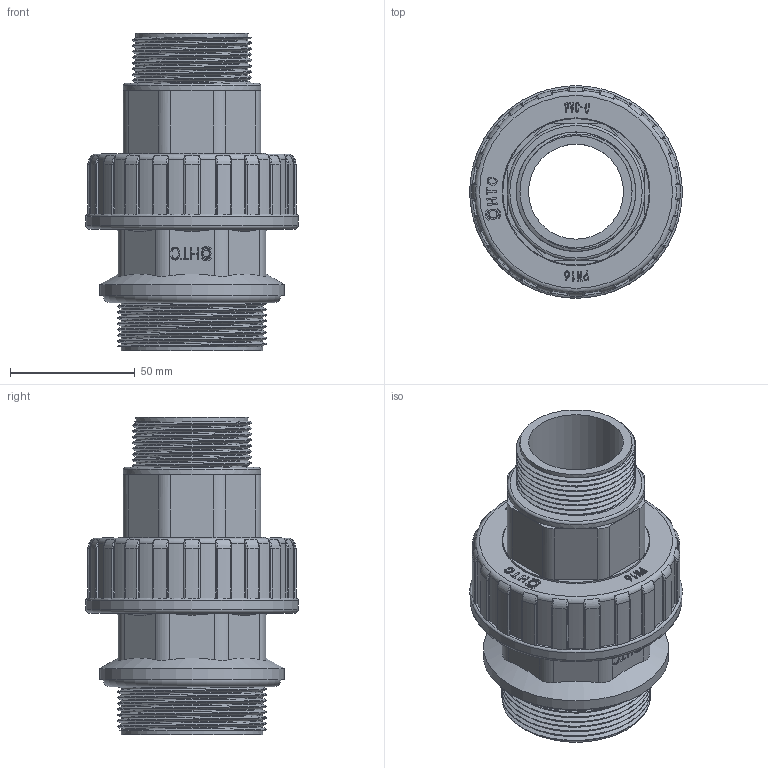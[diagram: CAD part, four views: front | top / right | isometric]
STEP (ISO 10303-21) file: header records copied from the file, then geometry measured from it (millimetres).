
FILE_DESCRIPTION(/* description */ (''),/* implementation_level */ '2;1');
FILE_NAME(/* name */ 'AF0618_2.step',/* time_stamp */ '2026-01-26T13:06:10+01:00',/* author */ (''),/* organization */ (''),/* preprocessor_version */ 'ST-DEVELOPER v20.1',/* originating_system */ 'Autodesk Translation Framework v14.24.0.0',/* authorisation */ '');
FILE_SCHEMA (('AUTOMOTIVE_DESIGN { 1 0 10303 214 3 1 1 }'));
Products named in the file (1): 2026-01-26-11-56-27-221
Bounding box: 85 x 85 x 126.92 mm (x, y, z)
Volume: 214340 mm3; surface area: 89118.1 mm2
Topology: 5 solids, 5 shells, 1063 faces, 2942 edges, 1943 vertices
Faces by surface type: plane 679, cylinder 195, bspline 155, torus 30, cone 4
Full cylindrical faces by diameter (mm): 2.759 x1, 3.06 x1, 3.759 x1, 4.08 x1, 38 x1, 42 x1, 44.1 x1, 44.845 x8, 47 x1, 47.803 x7, 48 x2, 55 x1, 56.656 x9, 58 x2, 58.5 x1, 59.614 x8, 62.752 x16, 62.8 x1, 65.71 x15, 74.02 x1, 85 x1
Entity records: 66331 total; most frequent: CARTESIAN_POINT 40263, ORIENTED_EDGE 5884, DIRECTION 4647, EDGE_CURVE 2942, LINE 2003, VECTOR 2003, VERTEX_POINT 1943, AXIS2_PLACEMENT_3D 1322
